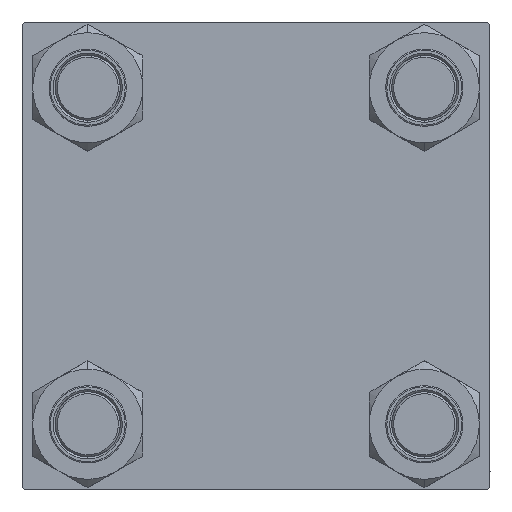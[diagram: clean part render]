
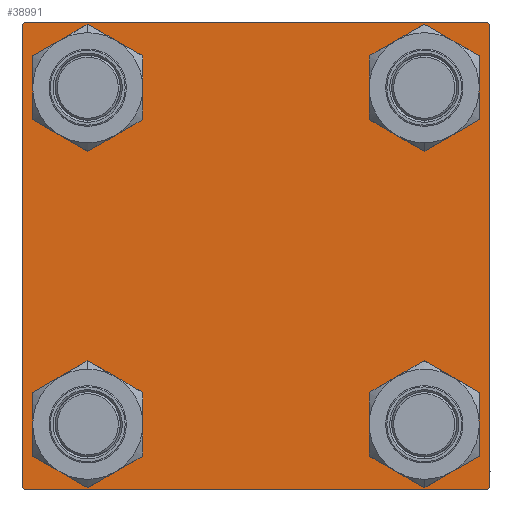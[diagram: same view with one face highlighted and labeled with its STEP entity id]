
A CAD part, left-side view. The second image highlights one B-rep face of the part: STEP entity #38991.
In plain terms, the highlighted planar face has unit normal (-1, 0, 0).
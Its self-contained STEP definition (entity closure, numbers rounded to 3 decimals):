
#111 = LINE ( 'NONE', #38632, #23152 ) ;
#427 = VERTEX_POINT ( 'NONE', #36508 ) ;
#784 = AXIS2_PLACEMENT_3D ( 'NONE', #25407, #13107, #41068 ) ;
#942 = CARTESIAN_POINT ( 'NONE',  ( 0., -41.35, -41.35 ) ) ;
#1600 = CARTESIAN_POINT ( 'NONE',  ( 0., 41.35, 41.35 ) ) ;
#2318 = ORIENTED_EDGE ( 'NONE', *, *, #8180, .T. ) ;
#2514 = ORIENTED_EDGE ( 'NONE', *, *, #18880, .T. ) ;
#2746 = ORIENTED_EDGE ( 'NONE', *, *, #45696, .T. ) ;
#3017 = VERTEX_POINT ( 'NONE', #25929 ) ;
#3227 = VERTEX_POINT ( 'NONE', #39277 ) ;
#3396 = DIRECTION ( 'NONE',  ( 1., 0., 0. ) ) ;
#3418 = EDGE_CURVE ( 'NONE', #3017, #3227, #14325, .T. ) ;
#3566 = ORIENTED_EDGE ( 'NONE', *, *, #8600, .T. ) ;
#4042 = DIRECTION ( 'NONE',  ( 0., 0., -1. ) ) ;
#4084 = DIRECTION ( 'NONE',  ( 0., 0., -1. ) ) ;
#4208 = VECTOR ( 'NONE', #21306, 1000. ) ;
#4422 = CARTESIAN_POINT ( 'NONE',  ( 0., -41.35, -49.85 ) ) ;
#4519 = VECTOR ( 'NONE', #41780, 1000. ) ;
#4765 = AXIS2_PLACEMENT_3D ( 'NONE', #38313, #3396, #27018 ) ;
#4779 = EDGE_CURVE ( 'NONE', #3017, #6595, #10363, .T. ) ;
#5499 = AXIS2_PLACEMENT_3D ( 'NONE', #50228, #34038, #41740 ) ;
#5650 = CARTESIAN_POINT ( 'NONE',  ( 0., 57.25, -57.25 ) ) ;
#5797 = VERTEX_POINT ( 'NONE', #10673 ) ;
#6175 = CARTESIAN_POINT ( 'NONE',  ( 0., -57.5, 57. ) ) ;
#6502 = DIRECTION ( 'NONE',  ( 1., 0., 0. ) ) ;
#6529 = CARTESIAN_POINT ( 'NONE',  ( 0., -41.35, -41.35 ) ) ;
#6595 = VERTEX_POINT ( 'NONE', #21708 ) ;
#7300 = DIRECTION ( 'NONE',  ( 0., 0., 1. ) ) ;
#7355 = DIRECTION ( 'NONE',  ( 0., -0.707, 0.707 ) ) ;
#8180 = EDGE_CURVE ( 'NONE', #14651, #38593, #28249, .T. ) ;
#8227 = ORIENTED_EDGE ( 'NONE', *, *, #9397, .T. ) ;
#8600 = EDGE_CURVE ( 'NONE', #5797, #41535, #33176, .T. ) ;
#9226 = AXIS2_PLACEMENT_3D ( 'NONE', #22823, #38743, #46185 ) ;
#9397 = EDGE_CURVE ( 'NONE', #38593, #14651, #10227, .T. ) ;
#9475 = ORIENTED_EDGE ( 'NONE', *, *, #3418, .F. ) ;
#9510 = FACE_OUTER_BOUND ( 'NONE', #36231, .T. ) ;
#10227 = CIRCLE ( 'NONE', #11073, 8.5 ) ;
#10363 = LINE ( 'NONE', #30100, #29101 ) ;
#10374 = CARTESIAN_POINT ( 'NONE',  ( 0., 57.5, -57. ) ) ;
#10673 = CARTESIAN_POINT ( 'NONE',  ( 0., 41.35, -32.85 ) ) ;
#11046 = CARTESIAN_POINT ( 'NONE',  ( 0., -41.35, 32.85 ) ) ;
#11073 = AXIS2_PLACEMENT_3D ( 'NONE', #6529, #18332, #7300 ) ;
#11278 = CARTESIAN_POINT ( 'NONE',  ( 0., 57.5, 57.5 ) ) ;
#11347 = DIRECTION ( 'NONE',  ( 1., 0., 0. ) ) ;
#12292 = DIRECTION ( 'NONE',  ( 1., 0., 0. ) ) ;
#12719 = AXIS2_PLACEMENT_3D ( 'NONE', #46495, #11347, #42385 ) ;
#13107 = DIRECTION ( 'NONE',  ( -1., 0., 0. ) ) ;
#13188 = CARTESIAN_POINT ( 'NONE',  ( 0., 41.35, -41.35 ) ) ;
#13358 = LINE ( 'NONE', #5650, #4208 ) ;
#13824 = EDGE_CURVE ( 'NONE', #49014, #3227, #31792, .T. ) ;
#14325 = LINE ( 'NONE', #26634, #4519 ) ;
#14651 = VERTEX_POINT ( 'NONE', #4422 ) ;
#14949 = AXIS2_PLACEMENT_3D ( 'NONE', #1600, #6502, #41158 ) ;
#15417 = VERTEX_POINT ( 'NONE', #37024 ) ;
#15857 = EDGE_LOOP ( 'NONE', ( #2746, #19730 ) ) ;
#16211 = ORIENTED_EDGE ( 'NONE', *, *, #4779, .T. ) ;
#16272 = CARTESIAN_POINT ( 'NONE',  ( 0., -41.35, 49.85 ) ) ;
#16346 = LINE ( 'NONE', #44046, #17106 ) ;
#16518 = EDGE_CURVE ( 'NONE', #26981, #47517, #17738, .T. ) ;
#16955 = FACE_BOUND ( 'NONE', #35926, .T. ) ;
#17106 = VECTOR ( 'NONE', #4042, 1000. ) ;
#17738 = CIRCLE ( 'NONE', #4765, 8.5 ) ;
#18305 = DIRECTION ( 'NONE',  ( 0., 0.707, -0.707 ) ) ;
#18332 = DIRECTION ( 'NONE',  ( 1., 0., 0. ) ) ;
#18752 = VECTOR ( 'NONE', #7355, 1000. ) ;
#18880 = EDGE_CURVE ( 'NONE', #47517, #26981, #43236, .T. ) ;
#19281 = CARTESIAN_POINT ( 'NONE',  ( 0., 41.35, -49.85 ) ) ;
#19730 = ORIENTED_EDGE ( 'NONE', *, *, #50488, .T. ) ;
#20230 = VECTOR ( 'NONE', #39754, 1000. ) ;
#20472 = ORIENTED_EDGE ( 'NONE', *, *, #16518, .T. ) ;
#20488 = CARTESIAN_POINT ( 'NONE',  ( 0., -57.25, 57.25 ) ) ;
#20810 = FACE_BOUND ( 'NONE', #24554, .T. ) ;
#21261 = EDGE_CURVE ( 'NONE', #41535, #5797, #24458, .T. ) ;
#21306 = DIRECTION ( 'NONE',  ( 0., -0.707, -0.707 ) ) ;
#21564 = FACE_BOUND ( 'NONE', #25616, .T. ) ;
#21708 = CARTESIAN_POINT ( 'NONE',  ( 0., 57.5, 57. ) ) ;
#22351 = CARTESIAN_POINT ( 'NONE',  ( 0., -57.5, -57. ) ) ;
#22823 = CARTESIAN_POINT ( 'NONE',  ( 0., 41.35, 41.35 ) ) ;
#23152 = VECTOR ( 'NONE', #47109, 1000. ) ;
#23603 = EDGE_CURVE ( 'NONE', #49014, #24995, #16346, .T. ) ;
#24458 = CIRCLE ( 'NONE', #30156, 8.5 ) ;
#24554 = EDGE_LOOP ( 'NONE', ( #8227, #2318 ) ) ;
#24739 = DIRECTION ( 'NONE',  ( 1., 0., 0. ) ) ;
#24995 = VERTEX_POINT ( 'NONE', #22351 ) ;
#25407 = CARTESIAN_POINT ( 'NONE',  ( 0., 0., 0. ) ) ;
#25616 = EDGE_LOOP ( 'NONE', ( #3566, #39518 ) ) ;
#25929 = CARTESIAN_POINT ( 'NONE',  ( 0., 57., 57.5 ) ) ;
#26269 = CARTESIAN_POINT ( 'NONE',  ( 0., -41.35, -32.85 ) ) ;
#26634 = CARTESIAN_POINT ( 'NONE',  ( 0., 57.5, 57.5 ) ) ;
#26981 = VERTEX_POINT ( 'NONE', #16272 ) ;
#27018 = DIRECTION ( 'NONE',  ( 0., 0., 1. ) ) ;
#27417 = DIRECTION ( 'NONE',  ( 0., 0., 1. ) ) ;
#27732 = ORIENTED_EDGE ( 'NONE', *, *, #36442, .T. ) ;
#28249 = CIRCLE ( 'NONE', #33955, 8.5 ) ;
#29101 = VECTOR ( 'NONE', #18305, 1000. ) ;
#29389 = VECTOR ( 'NONE', #4084, 1000. ) ;
#30100 = CARTESIAN_POINT ( 'NONE',  ( 0., 57.25, 57.25 ) ) ;
#30156 = AXIS2_PLACEMENT_3D ( 'NONE', #13188, #24739, #27417 ) ;
#30700 = CARTESIAN_POINT ( 'NONE',  ( 0., -57.25, -57.25 ) ) ;
#31792 = LINE ( 'NONE', #20488, #20230 ) ;
#32172 = EDGE_CURVE ( 'NONE', #41964, #40110, #13358, .T. ) ;
#33176 = CIRCLE ( 'NONE', #12719, 8.5 ) ;
#33955 = AXIS2_PLACEMENT_3D ( 'NONE', #942, #12292, #47706 ) ;
#34038 = DIRECTION ( 'NONE',  ( 1., 0., 0. ) ) ;
#34104 = LINE ( 'NONE', #11278, #29389 ) ;
#35926 = EDGE_LOOP ( 'NONE', ( #20472, #2514 ) ) ;
#36231 = EDGE_LOOP ( 'NONE', ( #27732, #49065, #46406, #43191, #49957, #46093, #9475, #16211 ) ) ;
#36442 = EDGE_CURVE ( 'NONE', #6595, #41964, #34104, .T. ) ;
#36508 = CARTESIAN_POINT ( 'NONE',  ( 0., 41.35, 32.85 ) ) ;
#36784 = EDGE_CURVE ( 'NONE', #15417, #24995, #47141, .T. ) ;
#37024 = CARTESIAN_POINT ( 'NONE',  ( 0., -57., -57.5 ) ) ;
#38313 = CARTESIAN_POINT ( 'NONE',  ( 0., -41.35, 41.35 ) ) ;
#38593 = VERTEX_POINT ( 'NONE', #26269 ) ;
#38632 = CARTESIAN_POINT ( 'NONE',  ( 0., 57.5, -57.5 ) ) ;
#38743 = DIRECTION ( 'NONE',  ( 1., 0., 0. ) ) ;
#38991 = ADVANCED_FACE ( 'NONE', ( #16955, #20810, #21564, #49037, #9510 ), #48523, .T. ) ;
#39277 = CARTESIAN_POINT ( 'NONE',  ( 0., -57., 57.5 ) ) ;
#39518 = ORIENTED_EDGE ( 'NONE', *, *, #21261, .T. ) ;
#39754 = DIRECTION ( 'NONE',  ( 0., 0.707, 0.707 ) ) ;
#40110 = VERTEX_POINT ( 'NONE', #43134 ) ;
#41068 = DIRECTION ( 'NONE',  ( 0., 0., 1. ) ) ;
#41158 = DIRECTION ( 'NONE',  ( 0., 0., 1. ) ) ;
#41535 = VERTEX_POINT ( 'NONE', #19281 ) ;
#41696 = CARTESIAN_POINT ( 'NONE',  ( 0., 41.35, 49.85 ) ) ;
#41740 = DIRECTION ( 'NONE',  ( 0., 0., 1. ) ) ;
#41780 = DIRECTION ( 'NONE',  ( 0., -1., 0. ) ) ;
#41964 = VERTEX_POINT ( 'NONE', #10374 ) ;
#42385 = DIRECTION ( 'NONE',  ( 0., 0., 1. ) ) ;
#43134 = CARTESIAN_POINT ( 'NONE',  ( 0., 57., -57.5 ) ) ;
#43191 = ORIENTED_EDGE ( 'NONE', *, *, #36784, .T. ) ;
#43236 = CIRCLE ( 'NONE', #5499, 8.5 ) ;
#43960 = VERTEX_POINT ( 'NONE', #41696 ) ;
#44046 = CARTESIAN_POINT ( 'NONE',  ( 0., -57.5, 57.5 ) ) ;
#45539 = EDGE_CURVE ( 'NONE', #40110, #15417, #111, .T. ) ;
#45696 = EDGE_CURVE ( 'NONE', #43960, #427, #49392, .T. ) ;
#46093 = ORIENTED_EDGE ( 'NONE', *, *, #13824, .T. ) ;
#46185 = DIRECTION ( 'NONE',  ( 0., 0., 1. ) ) ;
#46406 = ORIENTED_EDGE ( 'NONE', *, *, #45539, .T. ) ;
#46495 = CARTESIAN_POINT ( 'NONE',  ( 0., 41.35, -41.35 ) ) ;
#47109 = DIRECTION ( 'NONE',  ( 0., -1., 0. ) ) ;
#47141 = LINE ( 'NONE', #30700, #18752 ) ;
#47517 = VERTEX_POINT ( 'NONE', #11046 ) ;
#47706 = DIRECTION ( 'NONE',  ( 0., 0., 1. ) ) ;
#48523 = PLANE ( 'NONE',  #784 ) ;
#49014 = VERTEX_POINT ( 'NONE', #6175 ) ;
#49037 = FACE_BOUND ( 'NONE', #15857, .T. ) ;
#49065 = ORIENTED_EDGE ( 'NONE', *, *, #32172, .T. ) ;
#49392 = CIRCLE ( 'NONE', #14949, 8.5 ) ;
#49425 = CIRCLE ( 'NONE', #9226, 8.5 ) ;
#49957 = ORIENTED_EDGE ( 'NONE', *, *, #23603, .F. ) ;
#50228 = CARTESIAN_POINT ( 'NONE',  ( 0., -41.35, 41.35 ) ) ;
#50488 = EDGE_CURVE ( 'NONE', #427, #43960, #49425, .T. ) ;
